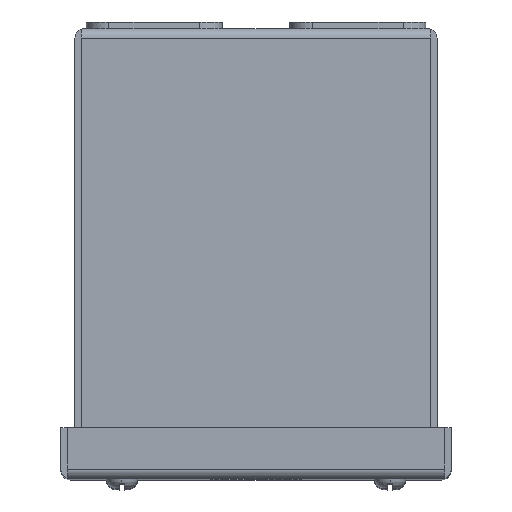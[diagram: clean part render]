
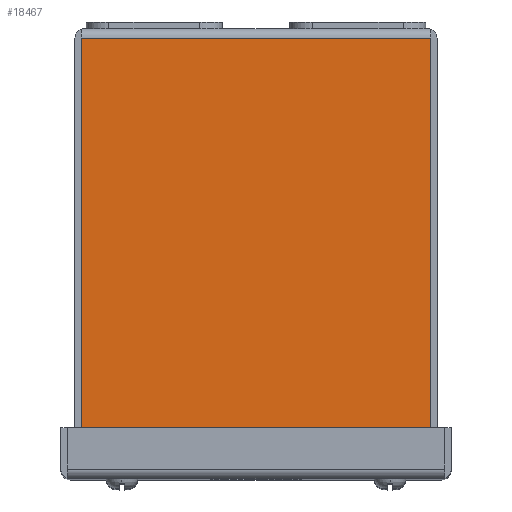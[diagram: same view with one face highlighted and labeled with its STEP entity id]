
A CAD part, top view. The second image highlights one B-rep face of the part: STEP entity #18467.
In plain terms, the highlighted planar face has unit normal (0, 0, 1).
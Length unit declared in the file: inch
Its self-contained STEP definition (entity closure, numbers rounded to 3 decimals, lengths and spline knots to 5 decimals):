
#105 = CARTESIAN_POINT ( 'NONE',  ( -1.92789, -4.642, 4. ) ) ;
#215 = CARTESIAN_POINT ( 'NONE',  ( -1.92789, -0.108, 4. ) ) ;
#708 = CARTESIAN_POINT ( 'NONE',  ( 13.406, 0., 4. ) ) ;
#767 = VERTEX_POINT ( 'NONE', #18801 ) ;
#1093 = DIRECTION ( 'NONE',  ( -1., 0., 0. ) ) ;
#1423 = CARTESIAN_POINT ( 'NONE',  ( -1.892, -0.108, 4. ) ) ;
#2165 = VERTEX_POINT ( 'NONE', #215 ) ;
#2809 = DIRECTION ( 'NONE',  ( 0., 1., 0. ) ) ;
#3279 = LINE ( 'NONE', #105, #14563 ) ;
#3680 = ORIENTED_EDGE ( 'NONE', *, *, #5412, .F. ) ;
#4061 = DIRECTION ( 'NONE',  ( 0., 0., -1. ) ) ;
#4438 = EDGE_CURVE ( 'NONE', #16513, #2165, #16716, .T. ) ;
#5412 = EDGE_CURVE ( 'NONE', #767, #9229, #8322, .T. ) ;
#6500 = DIRECTION ( 'NONE',  ( 0., -1., 0. ) ) ;
#6615 = AXIS2_PLACEMENT_3D ( 'NONE', #708, #4061, #1093 ) ;
#6804 = CARTESIAN_POINT ( 'NONE',  ( 1.92789, 39.37008, 4. ) ) ;
#7840 = CARTESIAN_POINT ( 'NONE',  ( 1.92789, -4.642, 4. ) ) ;
#8322 = LINE ( 'NONE', #6804, #13488 ) ;
#8920 = FACE_OUTER_BOUND ( 'NONE', #17776, .T. ) ;
#9229 = VERTEX_POINT ( 'NONE', #7840 ) ;
#9414 = ORIENTED_EDGE ( 'NONE', *, *, #16946, .F. ) ;
#9495 = ORIENTED_EDGE ( 'NONE', *, *, #13245, .F. ) ;
#9586 = VECTOR ( 'NONE', #2809, 39.37008 ) ;
#10282 = ORIENTED_EDGE ( 'NONE', *, *, #4438, .F. ) ;
#12765 = LINE ( 'NONE', #1423, #19176 ) ;
#13245 = EDGE_CURVE ( 'NONE', #9229, #16513, #3279, .T. ) ;
#13488 = VECTOR ( 'NONE', #6500, 39.37008 ) ;
#13971 = CARTESIAN_POINT ( 'NONE',  ( -1.92789, 0., 4. ) ) ;
#14563 = VECTOR ( 'NONE', #15071, 39.37008 ) ;
#15071 = DIRECTION ( 'NONE',  ( -1., 0., 0. ) ) ;
#16513 = VERTEX_POINT ( 'NONE', #16791 ) ;
#16716 = LINE ( 'NONE', #13971, #9586 ) ;
#16791 = CARTESIAN_POINT ( 'NONE',  ( -1.92789, -4.642, 4. ) ) ;
#16946 = EDGE_CURVE ( 'NONE', #2165, #767, #12765, .T. ) ;
#17776 = EDGE_LOOP ( 'NONE', ( #9495, #3680, #9414, #10282 ) ) ;
#18058 = PLANE ( 'NONE',  #6615 ) ;
#18467 = ADVANCED_FACE ( 'NONE', ( #8920 ), #18058, .F. ) ;
#18801 = CARTESIAN_POINT ( 'NONE',  ( 1.92789, -0.108, 4. ) ) ;
#19176 = VECTOR ( 'NONE', #20008, 39.37008 ) ;
#20008 = DIRECTION ( 'NONE',  ( 1., 0., 0. ) ) ;
